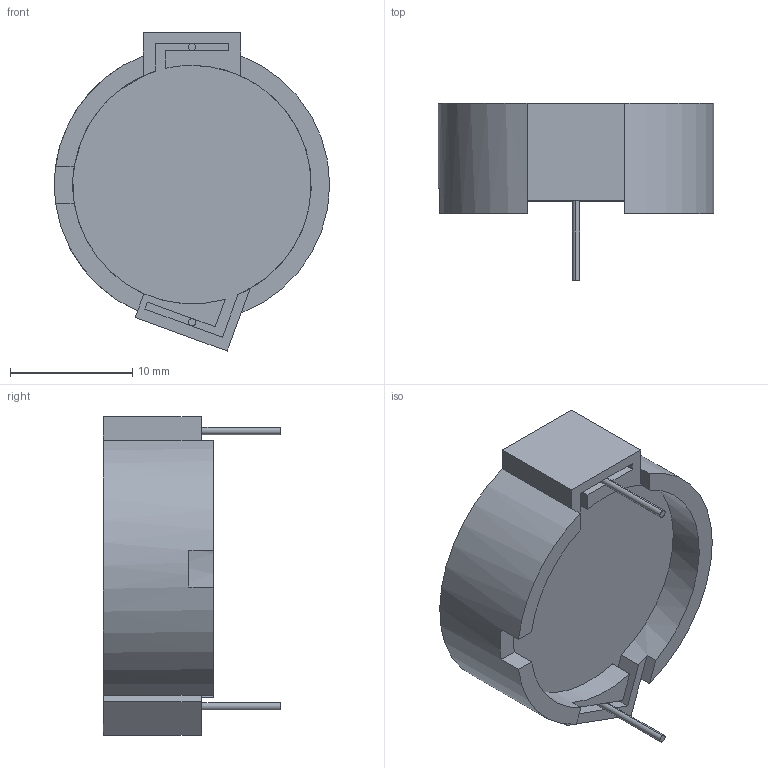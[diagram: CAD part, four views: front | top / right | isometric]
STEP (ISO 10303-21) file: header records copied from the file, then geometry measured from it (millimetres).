
FILE_DESCRIPTION (( 'STEP AP203' ), '1' );
FILE_NAME ('PT-2309.STEP', '2017-03-21T20:33:27', ( 'Gem' ), ( '' ), 'SwSTEP 2.0', 'SolidWorks 2013', '' );
FILE_SCHEMA (( 'CONFIG_CONTROL_DESIGN' ));
Length unit declared in the file: millimetre
Products named in the file (1): PT-2309
Bounding box: 22.5 x 14.5 x 26 mm (x, y, z)
Volume: 2794.4 mm3; surface area: 1792.9 mm2
Topology: 3 solids, 3 shells, 46 faces, 113 edges, 74 vertices
Faces by surface type: plane 35, cylinder 11
Entity records: 1430 total; most frequent: DIRECTION 237, CARTESIAN_POINT 234, ORIENTED_EDGE 226, EDGE_CURVE 113, LINE 83, VECTOR 83, AXIS2_PLACEMENT_3D 77, VERTEX_POINT 74
